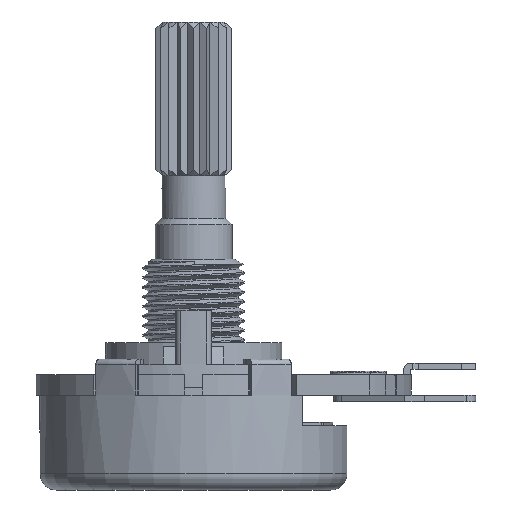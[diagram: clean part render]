
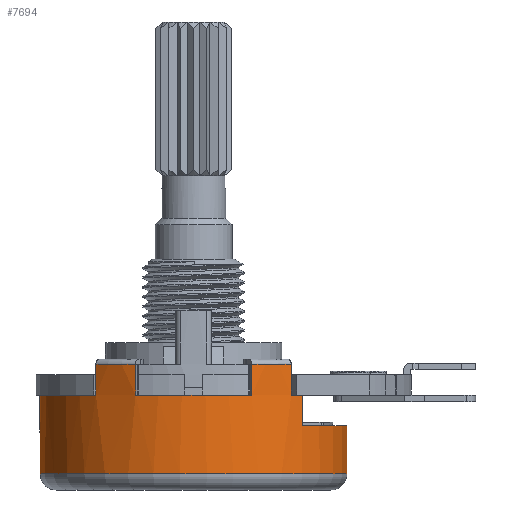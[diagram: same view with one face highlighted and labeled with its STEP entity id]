
A CAD part, front view. The second image highlights one B-rep face of the part: STEP entity #7694.
In plain terms, the highlighted cylindrical face has radius 12 mm (diameter 24 mm), a full revolution.
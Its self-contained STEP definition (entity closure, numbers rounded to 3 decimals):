
#249=CYLINDRICAL_SURFACE('',#8188,12.);
#379=LINE('',#11183,#1018);
#380=LINE('',#11187,#1019);
#381=LINE('',#11191,#1020);
#382=LINE('',#11195,#1021);
#383=LINE('',#11199,#1022);
#384=LINE('',#11203,#1023);
#385=LINE('',#11207,#1024);
#386=LINE('',#11211,#1025);
#387=LINE('',#11215,#1026);
#388=LINE('',#11219,#1027);
#389=LINE('',#11224,#1028);
#390=LINE('',#11228,#1029);
#391=LINE('',#11231,#1030);
#1018=VECTOR('',#8973,10.);
#1019=VECTOR('',#8976,10.);
#1020=VECTOR('',#8979,10.);
#1021=VECTOR('',#8982,10.);
#1022=VECTOR('',#8985,10.);
#1023=VECTOR('',#8988,10.);
#1024=VECTOR('',#8991,10.);
#1025=VECTOR('',#8994,12.);
#1026=VECTOR('',#8997,10.);
#1027=VECTOR('',#9000,10.);
#1028=VECTOR('',#9005,10.);
#1029=VECTOR('',#9008,10.);
#1030=VECTOR('',#9011,10.);
#1906=FACE_OUTER_BOUND('',#2374,.T.);
#2374=EDGE_LOOP('',(#5300,#5301,#5302,#5303,#5304,#5305,#5306,#5307,#5308,
#5309,#5310,#5311,#5312,#5313,#5314,#5315,#5316,#5317,#5318,#5319,#5320,
#5321,#5322,#5323,#5324,#5325,#5326,#5327));
#2891=CIRCLE('',#8186,12.);
#2892=CIRCLE('',#8189,12.);
#2893=CIRCLE('',#8190,12.);
#2894=CIRCLE('',#8191,12.);
#2895=CIRCLE('',#8192,12.);
#2896=CIRCLE('',#8193,12.);
#2897=CIRCLE('',#8194,12.);
#2898=CIRCLE('',#8195,12.);
#2899=CIRCLE('',#8196,12.);
#2900=CIRCLE('',#8197,12.);
#2901=CIRCLE('',#8198,12.);
#2902=CIRCLE('',#8199,12.);
#2903=CIRCLE('',#8200,12.);
#2904=CIRCLE('',#8201,12.);
#3354=VERTEX_POINT('',#11149);
#3357=VERTEX_POINT('',#11163);
#3360=VERTEX_POINT('',#11182);
#3361=VERTEX_POINT('',#11184);
#3362=VERTEX_POINT('',#11186);
#3363=VERTEX_POINT('',#11188);
#3364=VERTEX_POINT('',#11190);
#3365=VERTEX_POINT('',#11192);
#3366=VERTEX_POINT('',#11194);
#3367=VERTEX_POINT('',#11196);
#3368=VERTEX_POINT('',#11198);
#3369=VERTEX_POINT('',#11200);
#3370=VERTEX_POINT('',#11202);
#3371=VERTEX_POINT('',#11204);
#3372=VERTEX_POINT('',#11206);
#3373=VERTEX_POINT('',#11208);
#3374=VERTEX_POINT('',#11210);
#3375=VERTEX_POINT('',#11212);
#3376=VERTEX_POINT('',#11214);
#3377=VERTEX_POINT('',#11216);
#3378=VERTEX_POINT('',#11218);
#3379=VERTEX_POINT('',#11221);
#3380=VERTEX_POINT('',#11223);
#3381=VERTEX_POINT('',#11225);
#3382=VERTEX_POINT('',#11227);
#3383=VERTEX_POINT('',#11229);
#4103=EDGE_CURVE('',#3357,#3354,#2891,.T.);
#4107=EDGE_CURVE('',#3360,#3357,#379,.T.);
#4108=EDGE_CURVE('',#3361,#3360,#2892,.T.);
#4109=EDGE_CURVE('',#3361,#3362,#380,.T.);
#4110=EDGE_CURVE('',#3362,#3363,#2893,.T.);
#4111=EDGE_CURVE('',#3363,#3364,#381,.T.);
#4112=EDGE_CURVE('',#3365,#3364,#2894,.T.);
#4113=EDGE_CURVE('',#3365,#3366,#382,.T.);
#4114=EDGE_CURVE('',#3367,#3366,#2895,.T.);
#4115=EDGE_CURVE('',#3368,#3367,#383,.T.);
#4116=EDGE_CURVE('',#3369,#3368,#2896,.T.);
#4117=EDGE_CURVE('',#3369,#3370,#384,.T.);
#4118=EDGE_CURVE('',#3371,#3370,#2897,.T.);
#4119=EDGE_CURVE('',#3372,#3371,#385,.T.);
#4120=EDGE_CURVE('',#3373,#3372,#2898,.T.);
#4121=EDGE_CURVE('',#3373,#3374,#386,.T.);
#4122=EDGE_CURVE('',#3375,#3374,#2899,.T.);
#4123=EDGE_CURVE('',#3375,#3376,#387,.T.);
#4124=EDGE_CURVE('',#3377,#3376,#2900,.T.);
#4125=EDGE_CURVE('',#3377,#3378,#388,.T.);
#4126=EDGE_CURVE('',#3374,#3378,#2901,.T.);
#4127=EDGE_CURVE('',#3379,#3373,#2902,.T.);
#4128=EDGE_CURVE('',#3379,#3380,#389,.T.);
#4129=EDGE_CURVE('',#3381,#3380,#2903,.T.);
#4130=EDGE_CURVE('',#3382,#3381,#390,.T.);
#4131=EDGE_CURVE('',#3383,#3382,#2904,.T.);
#4132=EDGE_CURVE('',#3383,#3354,#391,.T.);
#5300=ORIENTED_EDGE('',*,*,#4103,.F.);
#5301=ORIENTED_EDGE('',*,*,#4107,.F.);
#5302=ORIENTED_EDGE('',*,*,#4108,.F.);
#5303=ORIENTED_EDGE('',*,*,#4109,.T.);
#5304=ORIENTED_EDGE('',*,*,#4110,.T.);
#5305=ORIENTED_EDGE('',*,*,#4111,.T.);
#5306=ORIENTED_EDGE('',*,*,#4112,.F.);
#5307=ORIENTED_EDGE('',*,*,#4113,.T.);
#5308=ORIENTED_EDGE('',*,*,#4114,.F.);
#5309=ORIENTED_EDGE('',*,*,#4115,.F.);
#5310=ORIENTED_EDGE('',*,*,#4116,.F.);
#5311=ORIENTED_EDGE('',*,*,#4117,.T.);
#5312=ORIENTED_EDGE('',*,*,#4118,.F.);
#5313=ORIENTED_EDGE('',*,*,#4119,.F.);
#5314=ORIENTED_EDGE('',*,*,#4120,.F.);
#5315=ORIENTED_EDGE('',*,*,#4121,.T.);
#5316=ORIENTED_EDGE('',*,*,#4122,.F.);
#5317=ORIENTED_EDGE('',*,*,#4123,.T.);
#5318=ORIENTED_EDGE('',*,*,#4124,.F.);
#5319=ORIENTED_EDGE('',*,*,#4125,.T.);
#5320=ORIENTED_EDGE('',*,*,#4126,.F.);
#5321=ORIENTED_EDGE('',*,*,#4121,.F.);
#5322=ORIENTED_EDGE('',*,*,#4127,.F.);
#5323=ORIENTED_EDGE('',*,*,#4128,.T.);
#5324=ORIENTED_EDGE('',*,*,#4129,.F.);
#5325=ORIENTED_EDGE('',*,*,#4130,.F.);
#5326=ORIENTED_EDGE('',*,*,#4131,.F.);
#5327=ORIENTED_EDGE('',*,*,#4132,.T.);
#7694=ADVANCED_FACE('',(#1906),#249,.T.);
#8186=AXIS2_PLACEMENT_3D('',#11174,#8964,#8965);
#8188=AXIS2_PLACEMENT_3D('',#11181,#8971,#8972);
#8189=AXIS2_PLACEMENT_3D('',#11185,#8974,#8975);
#8190=AXIS2_PLACEMENT_3D('',#11189,#8977,#8978);
#8191=AXIS2_PLACEMENT_3D('',#11193,#8980,#8981);
#8192=AXIS2_PLACEMENT_3D('',#11197,#8983,#8984);
#8193=AXIS2_PLACEMENT_3D('',#11201,#8986,#8987);
#8194=AXIS2_PLACEMENT_3D('',#11205,#8989,#8990);
#8195=AXIS2_PLACEMENT_3D('',#11209,#8992,#8993);
#8196=AXIS2_PLACEMENT_3D('',#11213,#8995,#8996);
#8197=AXIS2_PLACEMENT_3D('',#11217,#8998,#8999);
#8198=AXIS2_PLACEMENT_3D('',#11220,#9001,#9002);
#8199=AXIS2_PLACEMENT_3D('',#11222,#9003,#9004);
#8200=AXIS2_PLACEMENT_3D('',#11226,#9006,#9007);
#8201=AXIS2_PLACEMENT_3D('',#11230,#9009,#9010);
#8964=DIRECTION('center_axis',(0.,0.,1.));
#8965=DIRECTION('ref_axis',(0.512,0.859,0.));
#8971=DIRECTION('center_axis',(0.,0.,1.));
#8972=DIRECTION('ref_axis',(1.,0.,0.));
#8973=DIRECTION('',(0.,0.,1.));
#8974=DIRECTION('center_axis',(0.,0.,1.));
#8975=DIRECTION('ref_axis',(1.,0.,0.));
#8976=DIRECTION('',(0.,0.,-1.));
#8977=DIRECTION('center_axis',(0.,0.,-1.));
#8978=DIRECTION('ref_axis',(1.,0.,0.));
#8979=DIRECTION('',(0.,0.,1.));
#8980=DIRECTION('center_axis',(0.,0.,1.));
#8981=DIRECTION('ref_axis',(1.,0.,0.));
#8982=DIRECTION('',(0.,0.,1.));
#8983=DIRECTION('center_axis',(0.,0.,1.));
#8984=DIRECTION('ref_axis',(0.512,-0.859,0.));
#8985=DIRECTION('',(0.,0.,1.));
#8986=DIRECTION('center_axis',(0.,0.,1.));
#8987=DIRECTION('ref_axis',(1.,0.,0.));
#8988=DIRECTION('',(0.,0.,1.));
#8989=DIRECTION('center_axis',(0.,0.,1.));
#8990=DIRECTION('ref_axis',(-0.512,-0.859,0.));
#8991=DIRECTION('',(0.,0.,1.));
#8992=DIRECTION('center_axis',(0.,0.,1.));
#8993=DIRECTION('ref_axis',(1.,0.,0.));
#8994=DIRECTION('',(0.,0.,-1.));
#8995=DIRECTION('center_axis',(0.,0.,-1.));
#8996=DIRECTION('ref_axis',(-1.,0.,0.));
#8997=DIRECTION('',(0.,0.,-1.));
#8998=DIRECTION('center_axis',(0.,0.,-1.));
#8999=DIRECTION('ref_axis',(1.,0.,0.));
#9000=DIRECTION('',(0.,0.,1.));
#9001=DIRECTION('center_axis',(0.,0.,-1.));
#9002=DIRECTION('ref_axis',(-1.,0.,0.));
#9003=DIRECTION('center_axis',(0.,0.,1.));
#9004=DIRECTION('ref_axis',(1.,0.,0.));
#9005=DIRECTION('',(0.,0.,1.));
#9006=DIRECTION('center_axis',(0.,0.,1.));
#9007=DIRECTION('ref_axis',(-0.512,0.859,0.));
#9008=DIRECTION('',(0.,0.,1.));
#9009=DIRECTION('center_axis',(0.,0.,1.));
#9010=DIRECTION('ref_axis',(1.,0.,0.));
#9011=DIRECTION('',(0.,0.,1.));
#11149=CARTESIAN_POINT('',(4.526,11.114,9.8));
#11163=CARTESIAN_POINT('',(7.613,9.276,9.8));
#11174=CARTESIAN_POINT('Origin',(0.,0.,9.8));
#11181=CARTESIAN_POINT('Origin',(0.,0.,0.));
#11182=CARTESIAN_POINT('',(7.613,9.276,7.4));
#11183=CARTESIAN_POINT('',(7.613,9.276,7.4));
#11184=CARTESIAN_POINT('',(8.471,8.5,7.4));
#11185=CARTESIAN_POINT('Origin',(0.,0.,7.4));
#11186=CARTESIAN_POINT('',(8.471,8.5,5.));
#11187=CARTESIAN_POINT('',(8.471,8.5,0.));
#11188=CARTESIAN_POINT('',(8.471,-8.5,5.));
#11189=CARTESIAN_POINT('Origin',(0.,0.,5.));
#11190=CARTESIAN_POINT('',(8.471,-8.5,7.4));
#11191=CARTESIAN_POINT('',(8.471,-8.5,0.));
#11192=CARTESIAN_POINT('',(7.613,-9.276,7.4));
#11193=CARTESIAN_POINT('Origin',(0.,0.,7.4));
#11194=CARTESIAN_POINT('',(7.613,-9.276,9.8));
#11195=CARTESIAN_POINT('',(7.613,-9.276,7.4));
#11196=CARTESIAN_POINT('',(4.526,-11.114,9.8));
#11197=CARTESIAN_POINT('Origin',(0.,0.,9.8));
#11198=CARTESIAN_POINT('',(4.526,-11.114,7.4));
#11199=CARTESIAN_POINT('',(4.526,-11.114,7.4));
#11200=CARTESIAN_POINT('',(-4.526,-11.114,7.4));
#11201=CARTESIAN_POINT('Origin',(0.,0.,7.4));
#11202=CARTESIAN_POINT('',(-4.526,-11.114,9.8));
#11203=CARTESIAN_POINT('',(-4.526,-11.114,7.4));
#11204=CARTESIAN_POINT('',(-7.613,-9.276,9.8));
#11205=CARTESIAN_POINT('Origin',(0.,0.,9.8));
#11206=CARTESIAN_POINT('',(-7.613,-9.276,7.4));
#11207=CARTESIAN_POINT('',(-7.613,-9.276,7.4));
#11208=CARTESIAN_POINT('',(-12.,0.,7.4));
#11209=CARTESIAN_POINT('Origin',(0.,0.,7.4));
#11210=CARTESIAN_POINT('',(-12.,0.,4.6));
#11211=CARTESIAN_POINT('',(-12.,0.,0.));
#11212=CARTESIAN_POINT('',(-11.958,-1.,4.6));
#11213=CARTESIAN_POINT('Origin',(0.,0.,4.6));
#11214=CARTESIAN_POINT('',(-11.958,-1.,1.25));
#11215=CARTESIAN_POINT('',(-11.958,-1.,0.));
#11216=CARTESIAN_POINT('',(-11.958,1.,1.25));
#11217=CARTESIAN_POINT('Origin',(0.,0.,1.25));
#11218=CARTESIAN_POINT('',(-11.958,1.,4.6));
#11219=CARTESIAN_POINT('',(-11.958,1.,0.));
#11220=CARTESIAN_POINT('Origin',(0.,0.,4.6));
#11221=CARTESIAN_POINT('',(-7.613,9.276,7.4));
#11222=CARTESIAN_POINT('Origin',(0.,0.,7.4));
#11223=CARTESIAN_POINT('',(-7.613,9.276,9.8));
#11224=CARTESIAN_POINT('',(-7.613,9.276,7.4));
#11225=CARTESIAN_POINT('',(-4.526,11.114,9.8));
#11226=CARTESIAN_POINT('Origin',(0.,0.,9.8));
#11227=CARTESIAN_POINT('',(-4.526,11.114,7.4));
#11228=CARTESIAN_POINT('',(-4.526,11.114,7.4));
#11229=CARTESIAN_POINT('',(4.526,11.114,7.4));
#11230=CARTESIAN_POINT('Origin',(0.,0.,7.4));
#11231=CARTESIAN_POINT('',(4.526,11.114,7.4));
